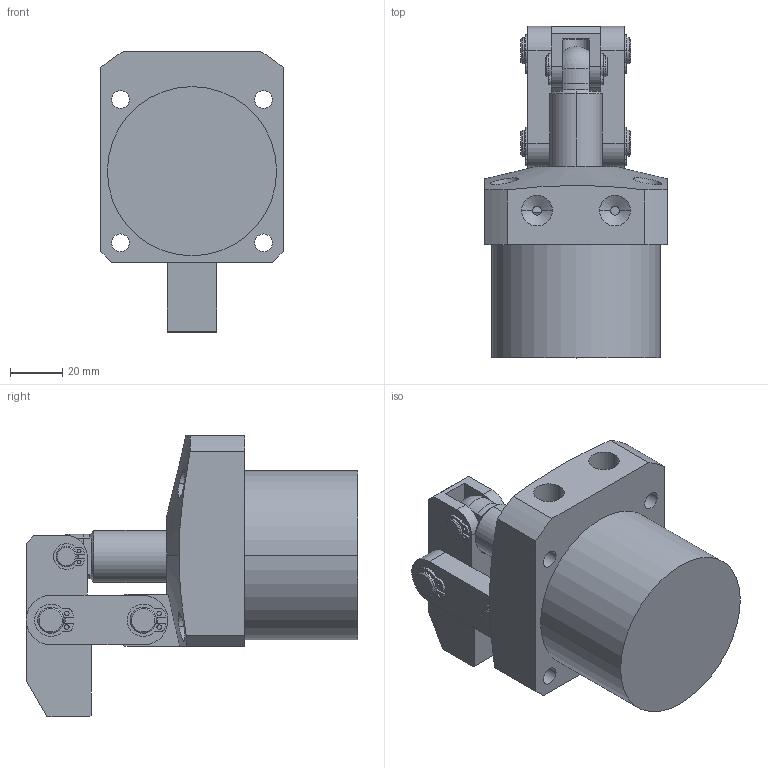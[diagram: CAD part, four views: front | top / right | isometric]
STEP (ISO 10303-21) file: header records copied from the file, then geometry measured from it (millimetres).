
FILE_DESCRIPTION (( 'STEP AP214' ), '1' );
FILE_NAME ('CLKA-065油压杠杆缸三维图.STEP', '2019-04-18T02:24:04', ( '' ), ( '' ), 'SwSTEP 2.0', 'SolidWorks 2016', '' );
FILE_SCHEMA (( 'AUTOMOTIVE_DESIGN' ));
Length unit declared in the file: millimetre
Products named in the file (9): CLKA-50开口挡圈10_2; CLKA-50开口挡圈8_2; 065活塞杆; CLKA-50傻种00_2; CLKA-065油压杠杆缸三维图; 065掛极; CLKA-50酗种_2; CLKA-50揤旋00_2; CLKA-50蟀裝00_2
Assembly tree (14 placements, depth 2):
  CLKA-065油压杠杆缸三维图
    CLKA-50傻种00_2
    065活塞杆
    CLKA-50开口挡圈8_2  x2
    CLKA-50开口挡圈10_2  x4
    CLKA-50蟀裝00_2  x2
    CLKA-50揤旋00_2
    CLKA-50酗种_2  x2
    065掛极
Bounding box: 70 x 127.5 x 108 mm (x, y, z)
Volume: 291927.1 mm3; surface area: 73001.9 mm2
Topology: 15 solids, 15 shells, 341 faces, 830 edges, 539 vertices
Faces by surface type: cylinder 183, plane 108, cone 49, sphere 1
Entity records: 7368 total; most frequent: CARTESIAN_POINT 1570, DIRECTION 1228, ORIENTED_EDGE 1052, EDGE_CURVE 526, AXIS2_PLACEMENT_3D 490, VERTEX_POINT 339, EDGE_LOOP 271, CIRCLE 251
